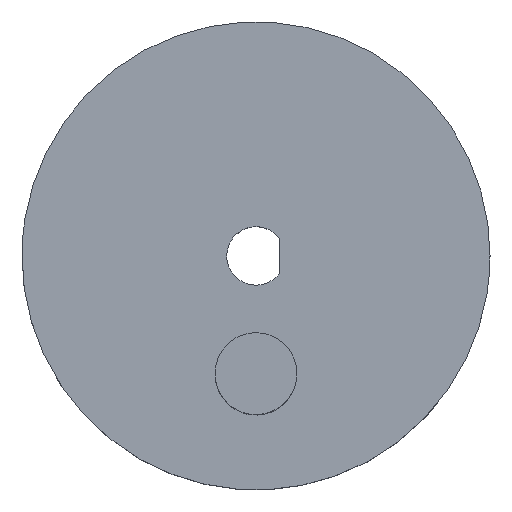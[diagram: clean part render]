
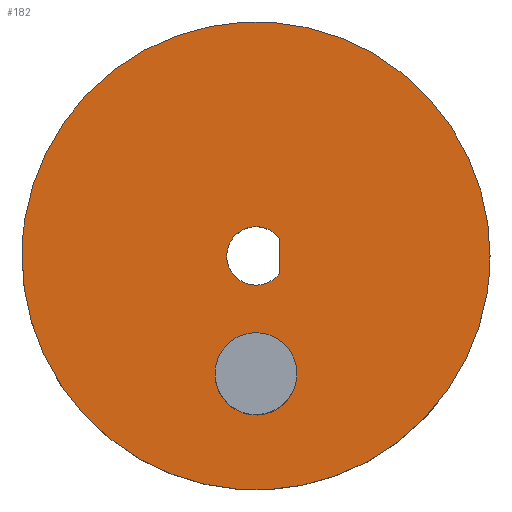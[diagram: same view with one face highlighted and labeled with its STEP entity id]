
A CAD part, top view. The second image highlights one B-rep face of the part: STEP entity #182.
In plain terms, the highlighted planar face has unit normal (0, 0, 1).
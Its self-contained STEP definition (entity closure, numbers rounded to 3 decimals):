
#21 = EDGE_CURVE('',#22,#24,#26,.T.);
#22 = VERTEX_POINT('',#23);
#23 = CARTESIAN_POINT('',(3.5,-10.1,52.8));
#24 = VERTEX_POINT('',#25);
#25 = CARTESIAN_POINT('',(-3.5,-10.1,52.8));
#26 = ( BOUNDED_CURVE() B_SPLINE_CURVE(2,(#27,#28,#29,#30,#31),
.UNSPECIFIED.,.F.,.F.) B_SPLINE_CURVE_WITH_KNOTS((3,2,3),(
    -21.991,-16.493,-10.996),.UNSPECIFIED.) 
CURVE() GEOMETRIC_REPRESENTATION_ITEM() RATIONAL_B_SPLINE_CURVE((1.,
0.707,1.,0.707,1.)) REPRESENTATION_ITEM('') );
#27 = CARTESIAN_POINT('',(3.5,-10.1,52.8));
#28 = CARTESIAN_POINT('',(3.5,-13.6,52.8));
#29 = CARTESIAN_POINT('',(0.,-13.6,52.8));
#30 = CARTESIAN_POINT('',(-3.5,-13.6,52.8));
#31 = CARTESIAN_POINT('',(-3.5,-10.1,52.8));
#151 = VERTEX_POINT('',#152);
#152 = CARTESIAN_POINT('',(20.,0.,52.8));
#157 = EDGE_CURVE('',#158,#151,#160,.T.);
#158 = VERTEX_POINT('',#159);
#159 = CARTESIAN_POINT('',(-20.,0.,52.8));
#160 = ( BOUNDED_CURVE() B_SPLINE_CURVE(2,(#161,#162,#163,#164,#165),
.UNSPECIFIED.,.F.,.F.) B_SPLINE_CURVE_WITH_KNOTS((3,2,3),(
    62.832,94.248,125.664),.UNSPECIFIED.) 
CURVE() GEOMETRIC_REPRESENTATION_ITEM() RATIONAL_B_SPLINE_CURVE((1.,
0.707,1.,0.707,1.)) REPRESENTATION_ITEM('') );
#161 = CARTESIAN_POINT('',(-20.,0.,52.8));
#162 = CARTESIAN_POINT('',(-20.,-20.,52.8));
#163 = CARTESIAN_POINT('',(0.,-20.,52.8));
#164 = CARTESIAN_POINT('',(20.,-20.,52.8));
#165 = CARTESIAN_POINT('',(20.,0.,52.8));
#182 = ADVANCED_FACE('',(#183,#194,#229),#240,.T.);
#183 = FACE_BOUND('',#184,.T.);
#184 = EDGE_LOOP('',(#185,#193));
#185 = ORIENTED_EDGE('',*,*,#186,.T.);
#186 = EDGE_CURVE('',#151,#158,#187,.T.);
#187 = ( BOUNDED_CURVE() B_SPLINE_CURVE(2,(#188,#189,#190,#191,#192),
.UNSPECIFIED.,.F.,.F.) B_SPLINE_CURVE_WITH_KNOTS((3,2,3),(0.,
31.416,62.832),.UNSPECIFIED.) CURVE() 
GEOMETRIC_REPRESENTATION_ITEM() RATIONAL_B_SPLINE_CURVE((1.,
0.707,1.,0.707,1.)) REPRESENTATION_ITEM('') );
#188 = CARTESIAN_POINT('',(20.,0.,52.8));
#189 = CARTESIAN_POINT('',(20.,20.,52.8));
#190 = CARTESIAN_POINT('',(0.,20.,52.8));
#191 = CARTESIAN_POINT('',(-20.,20.,52.8));
#192 = CARTESIAN_POINT('',(-20.,0.,52.8));
#193 = ORIENTED_EDGE('',*,*,#157,.T.);
#194 = FACE_BOUND('',#195,.T.);
#195 = EDGE_LOOP('',(#196,#208,#216,#224));
#196 = ORIENTED_EDGE('',*,*,#197,.T.);
#197 = EDGE_CURVE('',#198,#200,#202,.T.);
#198 = VERTEX_POINT('',#199);
#199 = CARTESIAN_POINT('',(2.,-1.5,52.8));
#200 = VERTEX_POINT('',#201);
#201 = CARTESIAN_POINT('',(-2.5,0.,52.8));
#202 = ( BOUNDED_CURVE() B_SPLINE_CURVE(2,(#203,#204,#205,#206,#207),
.UNSPECIFIED.,.F.,.F.) B_SPLINE_CURVE_WITH_KNOTS((3,2,3),(2.214
,3.463,4.712),.UNSPECIFIED.) CURVE() 
GEOMETRIC_REPRESENTATION_ITEM() RATIONAL_B_SPLINE_CURVE((1.,
0.811,1.,0.811,1.)) REPRESENTATION_ITEM('') );
#203 = CARTESIAN_POINT('',(2.,-1.5,52.8));
#204 = CARTESIAN_POINT('',(0.919,-2.942,52.8));
#205 = CARTESIAN_POINT('',(-0.791,-2.372,52.8));
#206 = CARTESIAN_POINT('',(-2.5,-1.802,52.8));
#207 = CARTESIAN_POINT('',(-2.5,0.,52.8));
#208 = ORIENTED_EDGE('',*,*,#209,.T.);
#209 = EDGE_CURVE('',#200,#210,#212,.T.);
#210 = VERTEX_POINT('',#211);
#211 = CARTESIAN_POINT('',(0.,2.5,52.8));
#212 = ( BOUNDED_CURVE() B_SPLINE_CURVE(2,(#213,#214,#215),
.UNSPECIFIED.,.F.,.F.) B_SPLINE_CURVE_WITH_KNOTS((3,3),(4.712,
6.283),.PIECEWISE_BEZIER_KNOTS.) CURVE() 
GEOMETRIC_REPRESENTATION_ITEM() RATIONAL_B_SPLINE_CURVE((1.,
0.707,1.)) REPRESENTATION_ITEM('') );
#213 = CARTESIAN_POINT('',(-2.5,0.,52.8));
#214 = CARTESIAN_POINT('',(-2.5,2.5,52.8));
#215 = CARTESIAN_POINT('',(0.,2.5,52.8));
#216 = ORIENTED_EDGE('',*,*,#217,.T.);
#217 = EDGE_CURVE('',#210,#218,#220,.T.);
#218 = VERTEX_POINT('',#219);
#219 = CARTESIAN_POINT('',(2.,1.5,52.8));
#220 = ( BOUNDED_CURVE() B_SPLINE_CURVE(2,(#221,#222,#223),
.UNSPECIFIED.,.F.,.F.) B_SPLINE_CURVE_WITH_KNOTS((3,3),(0.,
0.927),.PIECEWISE_BEZIER_KNOTS.) CURVE() 
GEOMETRIC_REPRESENTATION_ITEM() RATIONAL_B_SPLINE_CURVE((1.,0.894,
1.)) REPRESENTATION_ITEM('') );
#221 = CARTESIAN_POINT('',(0.,2.5,52.8));
#222 = CARTESIAN_POINT('',(1.25,2.5,52.8));
#223 = CARTESIAN_POINT('',(2.,1.5,52.8));
#224 = ORIENTED_EDGE('',*,*,#225,.F.);
#225 = EDGE_CURVE('',#198,#218,#226,.T.);
#226 = B_SPLINE_CURVE_WITH_KNOTS('',1,(#227,#228),.UNSPECIFIED.,.F.,.F.,
  (2,2),(-3.,0.),.PIECEWISE_BEZIER_KNOTS.);
#227 = CARTESIAN_POINT('',(2.,-1.5,52.8));
#228 = CARTESIAN_POINT('',(2.,1.5,52.8));
#229 = FACE_BOUND('',#230,.T.);
#230 = EDGE_LOOP('',(#231,#232));
#231 = ORIENTED_EDGE('',*,*,#21,.T.);
#232 = ORIENTED_EDGE('',*,*,#233,.T.);
#233 = EDGE_CURVE('',#24,#22,#234,.T.);
#234 = ( BOUNDED_CURVE() B_SPLINE_CURVE(2,(#235,#236,#237,#238,#239),
.UNSPECIFIED.,.F.,.F.) B_SPLINE_CURVE_WITH_KNOTS((3,2,3),(
-10.996,-5.498,0.),.UNSPECIFIED.) CURVE() 
GEOMETRIC_REPRESENTATION_ITEM() RATIONAL_B_SPLINE_CURVE((1.,
0.707,1.,0.707,1.)) REPRESENTATION_ITEM('') );
#235 = CARTESIAN_POINT('',(-3.5,-10.1,52.8));
#236 = CARTESIAN_POINT('',(-3.5,-6.6,52.8));
#237 = CARTESIAN_POINT('',(0.,-6.6,52.8));
#238 = CARTESIAN_POINT('',(3.5,-6.6,52.8));
#239 = CARTESIAN_POINT('',(3.5,-10.1,52.8));
#240 = PLANE('',#241);
#241 = AXIS2_PLACEMENT_3D('',#242,#243,#244);
#242 = CARTESIAN_POINT('',(-20.4,-20.4,52.8));
#243 = DIRECTION('',(0.,0.,1.));
#244 = DIRECTION('',(1.,0.,0.));
